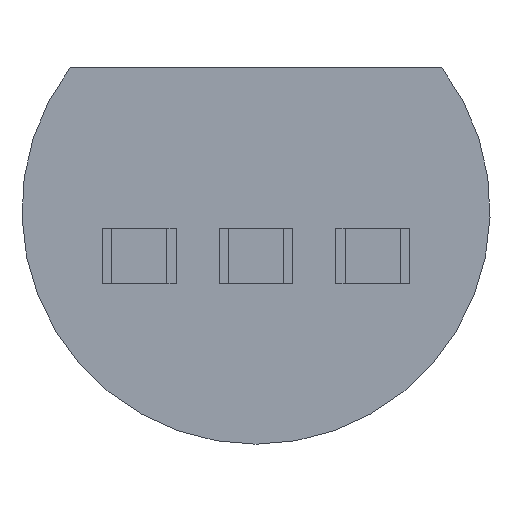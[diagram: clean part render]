
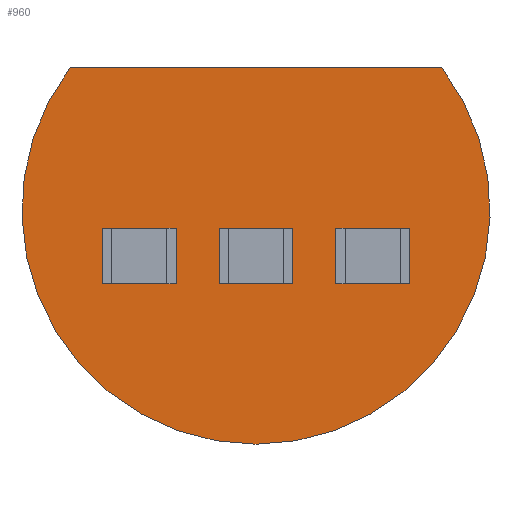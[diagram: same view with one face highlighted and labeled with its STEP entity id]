
A CAD part, front view. The second image highlights one B-rep face of the part: STEP entity #960.
In plain terms, the highlighted planar face has unit normal (0, -1, 0).
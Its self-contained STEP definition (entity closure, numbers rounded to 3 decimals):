
#106 = DIRECTION ( 'NONE',  ( 0., 0., 1. ) ) ;
#159 = CARTESIAN_POINT ( 'NONE',  ( 0., 2.2, 0.5 ) ) ;
#187 = CARTESIAN_POINT ( 'NONE',  ( 2.025, 2.2, 2.05 ) ) ;
#242 = CARTESIAN_POINT ( 'NONE',  ( -2.025, 2.2, 2.05 ) ) ;
#284 = FACE_OUTER_BOUND ( 'NONE', #481, .T. ) ;
#455 = EDGE_CURVE ( 'NONE', #1304, #1062, #1029, .T. ) ;
#456 = AXIS2_PLACEMENT_3D ( 'NONE', #1114, #890, #106 ) ;
#481 = EDGE_LOOP ( 'NONE', ( #955, #547, #792 ) ) ;
#519 = VERTEX_POINT ( 'NONE', #1281 ) ;
#547 = ORIENTED_EDGE ( 'NONE', *, *, #455, .F. ) ;
#570 = CARTESIAN_POINT ( 'NONE',  ( -2.025, 2.2, 2.05 ) ) ;
#635 = AXIS2_PLACEMENT_3D ( 'NONE', #159, #1041, #1033 ) ;
#656 = DIRECTION ( 'NONE',  ( 0., 1., 0. ) ) ;
#725 = PLANE ( 'NONE',  #635 ) ;
#788 = CARTESIAN_POINT ( 'NONE',  ( 0., 2.2, 0.5 ) ) ;
#792 = ORIENTED_EDGE ( 'NONE', *, *, #831, .F. ) ;
#831 = EDGE_CURVE ( 'NONE', #519, #1304, #1452, .T. ) ;
#890 = DIRECTION ( 'NONE',  ( 0., 1., 0. ) ) ;
#955 = ORIENTED_EDGE ( 'NONE', *, *, #1385, .F. ) ;
#960 = ADVANCED_FACE ( 'NONE', ( #284 ), #725, .F. ) ;
#1004 = AXIS2_PLACEMENT_3D ( 'NONE', #788, #656, #1122 ) ;
#1029 = LINE ( 'NONE', #242, #1099 ) ;
#1033 = DIRECTION ( 'NONE',  ( 0., 0., 1. ) ) ;
#1041 = DIRECTION ( 'NONE',  ( 0., 1., 0. ) ) ;
#1062 = VERTEX_POINT ( 'NONE', #187 ) ;
#1099 = VECTOR ( 'NONE', #1340, 1000. ) ;
#1114 = CARTESIAN_POINT ( 'NONE',  ( 0., 2.2, 0.5 ) ) ;
#1122 = DIRECTION ( 'NONE',  ( 0., 0., 1. ) ) ;
#1281 = CARTESIAN_POINT ( 'NONE',  ( 0., 2.2, -2.05 ) ) ;
#1304 = VERTEX_POINT ( 'NONE', #570 ) ;
#1340 = DIRECTION ( 'NONE',  ( 1., 0., 0. ) ) ;
#1385 = EDGE_CURVE ( 'NONE', #1062, #519, #1424, .T. ) ;
#1424 = CIRCLE ( 'NONE', #456, 2.55 ) ;
#1452 = CIRCLE ( 'NONE', #1004, 2.55 ) ;
